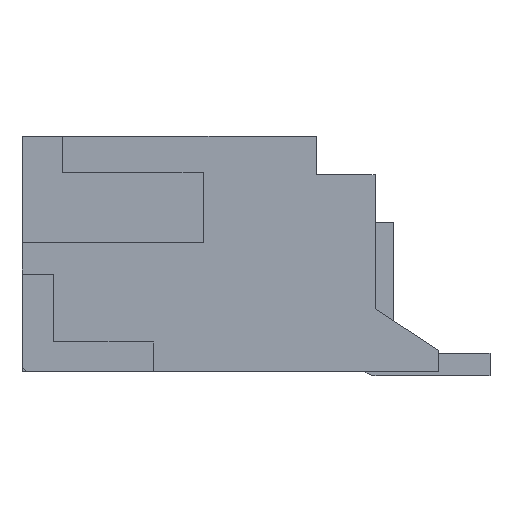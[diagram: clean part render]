
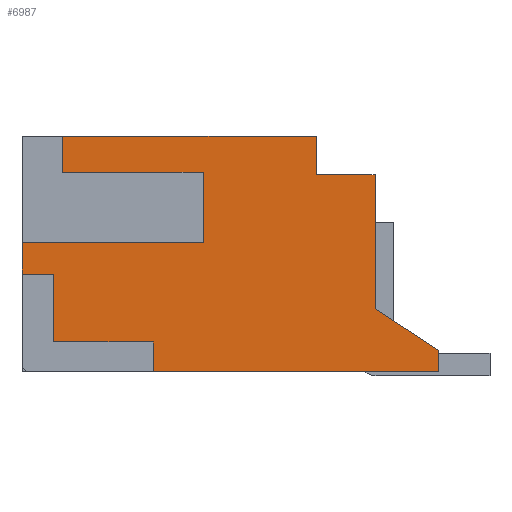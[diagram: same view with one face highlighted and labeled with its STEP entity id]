
A CAD part, left-side view. The second image highlights one B-rep face of the part: STEP entity #6987.
In plain terms, the highlighted planar face has unit normal (-1, 0, 0).
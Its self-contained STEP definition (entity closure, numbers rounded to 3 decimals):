
#75 = CARTESIAN_POINT ( 'NONE',  ( -9., 0.1, -2.135 ) ) ;
#207 = VECTOR ( 'NONE', #6597, 1000. ) ;
#209 = CARTESIAN_POINT ( 'NONE',  ( -9., 5.3, 1.8 ) ) ;
#284 = CARTESIAN_POINT ( 'NONE',  ( -9., 6.4, -1.95 ) ) ;
#303 = EDGE_CURVE ( 'NONE', #1019, #4875, #5759, .T. ) ;
#319 = FACE_OUTER_BOUND ( 'NONE', #2274, .T. ) ;
#383 = VECTOR ( 'NONE', #4901, 1000. ) ;
#433 = ORIENTED_EDGE ( 'NONE', *, *, #1243, .F. ) ;
#495 = ORIENTED_EDGE ( 'NONE', *, *, #3877, .T. ) ;
#501 = VECTOR ( 'NONE', #5969, 1000. ) ;
#511 = VERTEX_POINT ( 'NONE', #6177 ) ;
#588 = CARTESIAN_POINT ( 'NONE',  ( -9., 9.3, -0.45 ) ) ;
#610 = CARTESIAN_POINT ( 'NONE',  ( -9., 1.5, 1.75 ) ) ;
#671 = LINE ( 'NONE', #4975, #5656 ) ;
#692 = CARTESIAN_POINT ( 'NONE',  ( -9., 6.4, -2.6 ) ) ;
#746 = LINE ( 'NONE', #2907, #207 ) ;
#857 = VECTOR ( 'NONE', #2564, 1000. ) ;
#895 = ORIENTED_EDGE ( 'NONE', *, *, #1462, .F. ) ;
#942 = LINE ( 'NONE', #3712, #1971 ) ;
#1019 = VERTEX_POINT ( 'NONE', #3272 ) ;
#1061 = LINE ( 'NONE', #2824, #5228 ) ;
#1160 = CARTESIAN_POINT ( 'NONE',  ( -9., 0., -2.6 ) ) ;
#1208 = EDGE_CURVE ( 'NONE', #1855, #2235, #942, .T. ) ;
#1243 = EDGE_CURVE ( 'NONE', #5211, #4429, #3097, .T. ) ;
#1290 = EDGE_CURVE ( 'NONE', #1869, #5211, #6003, .T. ) ;
#1401 = CARTESIAN_POINT ( 'NONE',  ( -9., 9.3, 0.25 ) ) ;
#1462 = EDGE_CURVE ( 'NONE', #2235, #4875, #6564, .T. ) ;
#1489 = EDGE_CURVE ( 'NONE', #5446, #511, #3313, .T. ) ;
#1627 = EDGE_CURVE ( 'NONE', #6300, #1696, #3075, .T. ) ;
#1665 = ORIENTED_EDGE ( 'NONE', *, *, #2402, .T. ) ;
#1696 = VERTEX_POINT ( 'NONE', #2096 ) ;
#1850 = CARTESIAN_POINT ( 'NONE',  ( -9., 2.8, 2.6 ) ) ;
#1855 = VERTEX_POINT ( 'NONE', #3339 ) ;
#1869 = VERTEX_POINT ( 'NONE', #2372 ) ;
#1949 = ORIENTED_EDGE ( 'NONE', *, *, #1208, .F. ) ;
#1966 = ORIENTED_EDGE ( 'NONE', *, *, #1627, .F. ) ;
#1971 = VECTOR ( 'NONE', #3200, 1000. ) ;
#1979 = VECTOR ( 'NONE', #5530, 1000. ) ;
#1991 = CARTESIAN_POINT ( 'NONE',  ( -9., 0., -2.6 ) ) ;
#2024 = CARTESIAN_POINT ( 'NONE',  ( -9., 8.4, 1.8 ) ) ;
#2039 = DIRECTION ( 'NONE',  ( 0., 1., 0. ) ) ;
#2081 = VERTEX_POINT ( 'NONE', #1850 ) ;
#2096 = CARTESIAN_POINT ( 'NONE',  ( -9., 9.3, 0.25 ) ) ;
#2235 = VERTEX_POINT ( 'NONE', #6245 ) ;
#2259 = ORIENTED_EDGE ( 'NONE', *, *, #4570, .F. ) ;
#2272 = AXIS2_PLACEMENT_3D ( 'NONE', #1991, #5090, #6774 ) ;
#2274 = EDGE_LOOP ( 'NONE', ( #1949, #2259, #1966, #6967, #5293, #6038, #433, #2533, #1665, #5784, #4918, #495, #2401, #4374, #6015, #895 ) ) ;
#2372 = CARTESIAN_POINT ( 'NONE',  ( -9., 0.1, -2.6 ) ) ;
#2401 = ORIENTED_EDGE ( 'NONE', *, *, #3222, .F. ) ;
#2402 = EDGE_CURVE ( 'NONE', #1869, #5641, #671, .T. ) ;
#2403 = CARTESIAN_POINT ( 'NONE',  ( -9., 0., -2.2 ) ) ;
#2427 = CARTESIAN_POINT ( 'NONE',  ( -9., 6.4, -1.95 ) ) ;
#2443 = EDGE_CURVE ( 'NONE', #5473, #5669, #746, .T. ) ;
#2452 = LINE ( 'NONE', #284, #3566 ) ;
#2533 = ORIENTED_EDGE ( 'NONE', *, *, #1290, .F. ) ;
#2564 = DIRECTION ( 'NONE',  ( 0., -1., 0. ) ) ;
#2581 = CARTESIAN_POINT ( 'NONE',  ( -9., 2.8, 2.6 ) ) ;
#2705 = VECTOR ( 'NONE', #3974, 1000. ) ;
#2824 = CARTESIAN_POINT ( 'NONE',  ( -9., 1.5, 1.75 ) ) ;
#2860 = EDGE_CURVE ( 'NONE', #6300, #511, #6911, .T. ) ;
#2907 = CARTESIAN_POINT ( 'NONE',  ( -9., 1.5, -1.22 ) ) ;
#3044 = PLANE ( 'NONE',  #2272 ) ;
#3075 = LINE ( 'NONE', #4582, #2705 ) ;
#3097 = LINE ( 'NONE', #4136, #5924 ) ;
#3200 = DIRECTION ( 'NONE',  ( 0., 0., 1. ) ) ;
#3222 = EDGE_CURVE ( 'NONE', #2081, #3329, #4797, .T. ) ;
#3240 = DIRECTION ( 'NONE',  ( 0., 1., 0. ) ) ;
#3272 = CARTESIAN_POINT ( 'NONE',  ( -9., 8.4, 2.6 ) ) ;
#3303 = CARTESIAN_POINT ( 'NONE',  ( -9., 2.8, 2.6 ) ) ;
#3313 = LINE ( 'NONE', #5495, #1979 ) ;
#3320 = EDGE_CURVE ( 'NONE', #5641, #5473, #5519, .T. ) ;
#3329 = VERTEX_POINT ( 'NONE', #4536 ) ;
#3339 = CARTESIAN_POINT ( 'NONE',  ( -9., 5.3, 0.25 ) ) ;
#3527 = DIRECTION ( 'NONE',  ( 0., -1., 0. ) ) ;
#3566 = VECTOR ( 'NONE', #4586, 1000. ) ;
#3712 = CARTESIAN_POINT ( 'NONE',  ( -9., 5.3, 0.25 ) ) ;
#3877 = EDGE_CURVE ( 'NONE', #5669, #3329, #1061, .T. ) ;
#3974 = DIRECTION ( 'NONE',  ( 0., 0., 1. ) ) ;
#4136 = CARTESIAN_POINT ( 'NONE',  ( -9., 6.4, -2.6 ) ) ;
#4330 = VECTOR ( 'NONE', #4426, 1000. ) ;
#4374 = ORIENTED_EDGE ( 'NONE', *, *, #5302, .T. ) ;
#4426 = DIRECTION ( 'NONE',  ( 0., 0.837, 0.547 ) ) ;
#4429 = VERTEX_POINT ( 'NONE', #2427 ) ;
#4536 = CARTESIAN_POINT ( 'NONE',  ( -9., 2.8, 1.75 ) ) ;
#4570 = EDGE_CURVE ( 'NONE', #1696, #1855, #6250, .T. ) ;
#4582 = CARTESIAN_POINT ( 'NONE',  ( -9., 9.3, -0.45 ) ) ;
#4586 = DIRECTION ( 'NONE',  ( 0., 1., 0. ) ) ;
#4641 = LINE ( 'NONE', #2581, #4871 ) ;
#4797 = LINE ( 'NONE', #3303, #383 ) ;
#4830 = VECTOR ( 'NONE', #3527, 1000. ) ;
#4871 = VECTOR ( 'NONE', #2039, 1000. ) ;
#4875 = VERTEX_POINT ( 'NONE', #2024 ) ;
#4901 = DIRECTION ( 'NONE',  ( 0., 0., -1. ) ) ;
#4918 = ORIENTED_EDGE ( 'NONE', *, *, #2443, .T. ) ;
#4974 = DIRECTION ( 'NONE',  ( 0., 1., 0. ) ) ;
#4975 = CARTESIAN_POINT ( 'NONE',  ( -9., 0.1, -2.6 ) ) ;
#5014 = VECTOR ( 'NONE', #4974, 1000. ) ;
#5090 = DIRECTION ( 'NONE',  ( -1., 0., 0. ) ) ;
#5211 = VERTEX_POINT ( 'NONE', #692 ) ;
#5228 = VECTOR ( 'NONE', #3240, 1000. ) ;
#5293 = ORIENTED_EDGE ( 'NONE', *, *, #1489, .F. ) ;
#5302 = EDGE_CURVE ( 'NONE', #2081, #1019, #4641, .T. ) ;
#5446 = VERTEX_POINT ( 'NONE', #6994 ) ;
#5473 = VERTEX_POINT ( 'NONE', #6507 ) ;
#5495 = CARTESIAN_POINT ( 'NONE',  ( -9., 8.6, -1.95 ) ) ;
#5519 = LINE ( 'NONE', #2403, #4330 ) ;
#5530 = DIRECTION ( 'NONE',  ( 0., 0., 1. ) ) ;
#5602 = DIRECTION ( 'NONE',  ( 0., 0., 1. ) ) ;
#5641 = VERTEX_POINT ( 'NONE', #75 ) ;
#5656 = VECTOR ( 'NONE', #5602, 1000. ) ;
#5669 = VERTEX_POINT ( 'NONE', #610 ) ;
#5759 = LINE ( 'NONE', #6961, #6764 ) ;
#5766 = EDGE_CURVE ( 'NONE', #4429, #5446, #2452, .T. ) ;
#5784 = ORIENTED_EDGE ( 'NONE', *, *, #3320, .T. ) ;
#5924 = VECTOR ( 'NONE', #6325, 1000. ) ;
#5969 = DIRECTION ( 'NONE',  ( 0., 1., 0. ) ) ;
#6003 = LINE ( 'NONE', #1160, #501 ) ;
#6015 = ORIENTED_EDGE ( 'NONE', *, *, #303, .T. ) ;
#6038 = ORIENTED_EDGE ( 'NONE', *, *, #5766, .F. ) ;
#6177 = CARTESIAN_POINT ( 'NONE',  ( -9., 8.6, -0.45 ) ) ;
#6245 = CARTESIAN_POINT ( 'NONE',  ( -9., 5.3, 1.8 ) ) ;
#6250 = LINE ( 'NONE', #1401, #4830 ) ;
#6300 = VERTEX_POINT ( 'NONE', #588 ) ;
#6325 = DIRECTION ( 'NONE',  ( 0., 0., 1. ) ) ;
#6507 = CARTESIAN_POINT ( 'NONE',  ( -9., 1.5, -1.22 ) ) ;
#6564 = LINE ( 'NONE', #209, #5014 ) ;
#6597 = DIRECTION ( 'NONE',  ( 0., 0., 1. ) ) ;
#6764 = VECTOR ( 'NONE', #6889, 1000. ) ;
#6774 = DIRECTION ( 'NONE',  ( 0., 0., 1. ) ) ;
#6878 = CARTESIAN_POINT ( 'NONE',  ( -9., 9.3, -0.45 ) ) ;
#6889 = DIRECTION ( 'NONE',  ( 0., 0., -1. ) ) ;
#6911 = LINE ( 'NONE', #6878, #857 ) ;
#6961 = CARTESIAN_POINT ( 'NONE',  ( -9., 8.4, 2.6 ) ) ;
#6967 = ORIENTED_EDGE ( 'NONE', *, *, #2860, .T. ) ;
#6987 = ADVANCED_FACE ( 'NONE', ( #319 ), #3044, .T. ) ;
#6994 = CARTESIAN_POINT ( 'NONE',  ( -9., 8.6, -1.95 ) ) ;
